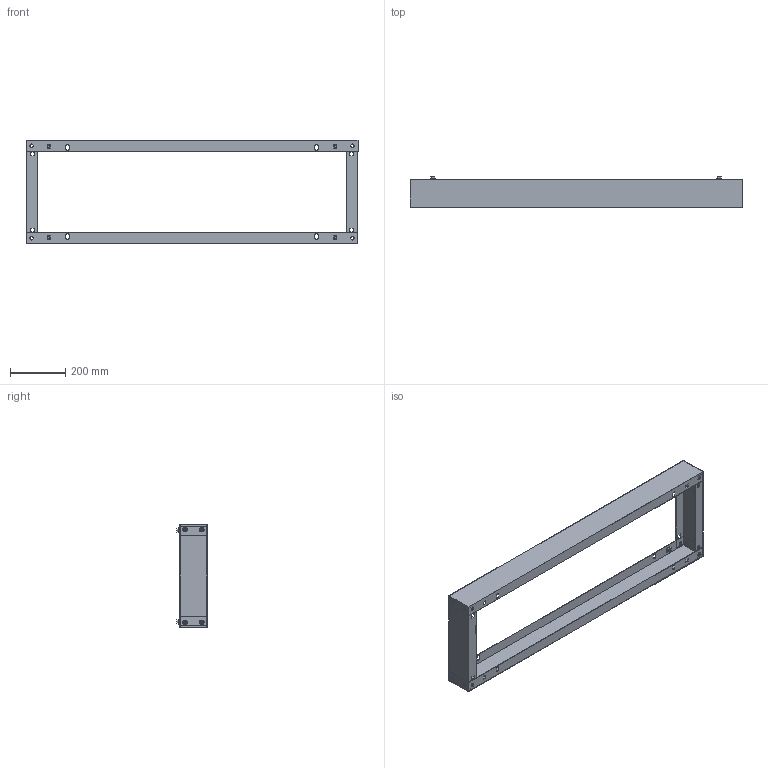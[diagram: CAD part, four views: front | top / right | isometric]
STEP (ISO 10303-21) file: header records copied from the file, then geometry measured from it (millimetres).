
FILE_DESCRIPTION (( 'STEP AP214' ), '1' );
FILE_NAME ('0396-1201-41-17.step', '2022-12-14T10:10:22', ( '' ), ( '' ), 'SwSTEP 2.0', 'SolidWorks 2019', '' );
FILE_SCHEMA (( 'AUTOMOTIVE_DESIGN' ));
Length unit declared in the file: millimetre
Products named in the file (3): 0396-1201-41-17; SockelLaengsteilH100_1200-1; SockelQuerteilH100_41
Assembly tree (4 placements, depth 2):
  0396-1201-41-17
    SockelLaengsteilH100_1200-1  x2
    SockelQuerteilH100_41  x2
Bounding box: 1200 x 110.6 x 375 mm (x, y, z)
Volume: 1133168 mm3; surface area: 1147177.4 mm2
Topology: 20 solids, 20 shells, 554 faces, 1352 edges, 864 vertices
Faces by surface type: plane 298, cone 128, cylinder 112, bspline 16
Entity records: 9560 total; most frequent: CARTESIAN_POINT 1656, DIRECTION 1396, ORIENTED_EDGE 1352, EDGE_CURVE 676, LINE 476, VECTOR 476, AXIS2_PLACEMENT_3D 460, VERTEX_POINT 432
